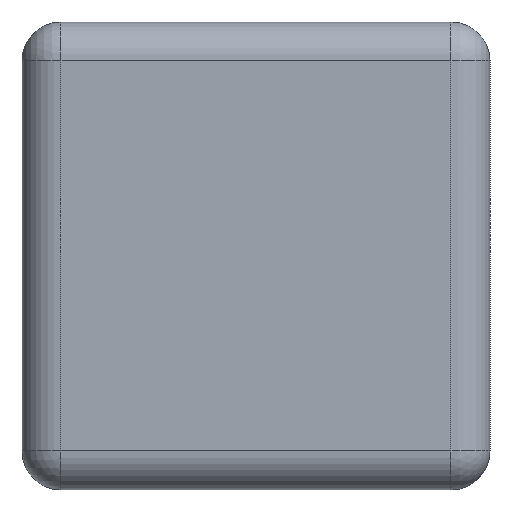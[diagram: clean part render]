
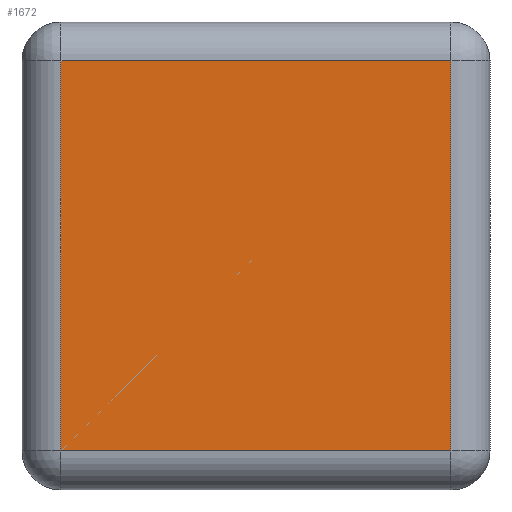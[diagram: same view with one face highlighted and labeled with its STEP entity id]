
A CAD part, left-side view. The second image highlights one B-rep face of the part: STEP entity #1672.
In plain terms, the highlighted planar face has unit normal (-1, 0, 0).
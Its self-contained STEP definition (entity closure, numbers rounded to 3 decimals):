
#1493 = VERTEX_POINT('',#1494);
#1494 = CARTESIAN_POINT('',(-0.3,0.125,0.025));
#1501 = EDGE_CURVE('',#1493,#1502,#1504,.T.);
#1502 = VERTEX_POINT('',#1503);
#1503 = CARTESIAN_POINT('',(-0.3,-0.125,0.025));
#1504 = LINE('',#1505,#1506);
#1505 = CARTESIAN_POINT('',(-0.3,0.15,0.025));
#1506 = VECTOR('',#1507,1.);
#1507 = DIRECTION('',(0.,-1.,0.));
#1568 = VERTEX_POINT('',#1569);
#1569 = CARTESIAN_POINT('',(-0.3,-0.125,0.275));
#1578 = EDGE_CURVE('',#1568,#1502,#1579,.T.);
#1579 = LINE('',#1580,#1581);
#1580 = CARTESIAN_POINT('',(-0.3,-0.125,0.3));
#1581 = VECTOR('',#1582,1.);
#1582 = DIRECTION('',(0.,0.,-1.));
#1618 = VERTEX_POINT('',#1619);
#1619 = CARTESIAN_POINT('',(-0.3,0.125,0.275));
#1634 = EDGE_CURVE('',#1618,#1493,#1635,.T.);
#1635 = LINE('',#1636,#1637);
#1636 = CARTESIAN_POINT('',(-0.3,0.125,0.3));
#1637 = VECTOR('',#1638,1.);
#1638 = DIRECTION('',(0.,0.,-1.));
#1672 = ADVANCED_FACE('',(#1673),#1684,.F.);
#1673 = FACE_BOUND('',#1674,.F.);
#1674 = EDGE_LOOP('',(#1675,#1681,#1682,#1683));
#1675 = ORIENTED_EDGE('',*,*,#1676,.T.);
#1676 = EDGE_CURVE('',#1618,#1568,#1677,.T.);
#1677 = LINE('',#1678,#1679);
#1678 = CARTESIAN_POINT('',(-0.3,0.15,0.275));
#1679 = VECTOR('',#1680,1.);
#1680 = DIRECTION('',(0.,-1.,0.));
#1681 = ORIENTED_EDGE('',*,*,#1578,.T.);
#1682 = ORIENTED_EDGE('',*,*,#1501,.F.);
#1683 = ORIENTED_EDGE('',*,*,#1634,.F.);
#1684 = PLANE('',#1685);
#1685 = AXIS2_PLACEMENT_3D('',#1686,#1687,#1688);
#1686 = CARTESIAN_POINT('',(-0.3,0.15,0.3));
#1687 = DIRECTION('',(1.,0.,0.));
#1688 = DIRECTION('',(0.,0.,-1.));
